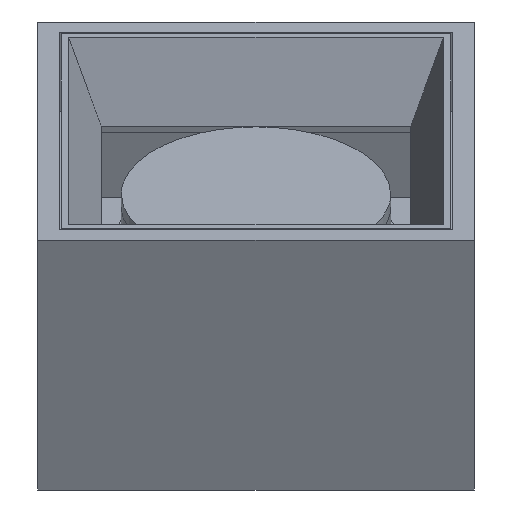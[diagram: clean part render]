
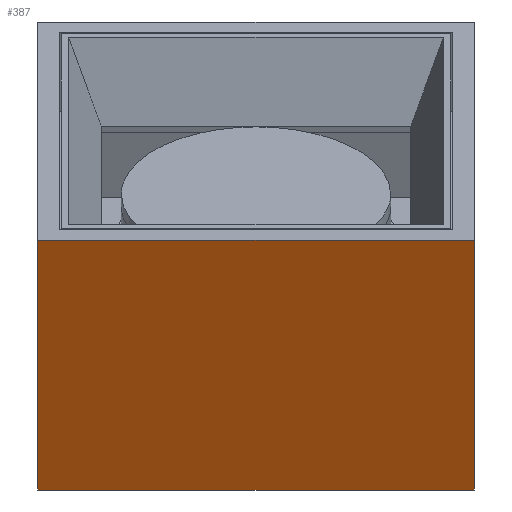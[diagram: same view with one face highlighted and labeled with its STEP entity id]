
A CAD part, front view. The second image highlights one B-rep face of the part: STEP entity #387.
In plain terms, the highlighted planar face has unit normal (0, -0.866, -0.5).
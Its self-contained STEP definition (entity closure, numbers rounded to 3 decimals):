
#387=ADVANCED_FACE('',(#841),#6628,.T.);
#841=FACE_OUTER_BOUND('',#1334,.T.);
#1334=EDGE_LOOP('',(#2433,#2434,#2435,#2436));
#2433=ORIENTED_EDGE('',*,*,#4155,.T.);
#2434=ORIENTED_EDGE('',*,*,#4150,.T.);
#2435=ORIENTED_EDGE('',*,*,#4156,.F.);
#2436=ORIENTED_EDGE('',*,*,#4154,.F.);
#4150=EDGE_CURVE('',#6118,#6120,#5507,.T.);
#4154=EDGE_CURVE('',#6122,#6123,#5511,.T.);
#4155=EDGE_CURVE('',#6122,#6118,#5512,.T.);
#4156=EDGE_CURVE('',#6123,#6120,#5513,.T.);
#5507=B_SPLINE_CURVE_WITH_KNOTS('',1,(#9965,#9966),.UNSPECIFIED.,.F.,.F.,
(2,2),(0.,79.2),.UNSPECIFIED.);
#5511=B_SPLINE_CURVE_WITH_KNOTS('',1,(#9973,#9974),.UNSPECIFIED.,.F.,.F.,
(2,2),(0.,79.2),.UNSPECIFIED.);
#5512=B_SPLINE_CURVE_WITH_KNOTS('',1,(#9975,#9976),.UNSPECIFIED.,.F.,.F.,
(2,2),(360.,480.),.UNSPECIFIED.);
#5513=B_SPLINE_CURVE_WITH_KNOTS('',1,(#9977,#9978),.UNSPECIFIED.,.F.,.F.,
(2,2),(360.,480.),.UNSPECIFIED.);
#6118=VERTEX_POINT('',#9861);
#6120=VERTEX_POINT('',#9863);
#6122=VERTEX_POINT('',#9865);
#6123=VERTEX_POINT('',#9866);
#6628=PLANE('',#7199);
#7199=AXIS2_PLACEMENT_3D('',#9721,#7597,$);
#7597=DIRECTION('',(0.,-0.866,-0.5));
#9721=CARTESIAN_POINT('',(310.,-81.555,2.045));
#9861=CARTESIAN_POINT('',(190.,-81.555,2.045));
#9863=CARTESIAN_POINT('',(190.,-41.955,-66.544));
#9865=CARTESIAN_POINT('',(310.,-81.555,2.045));
#9866=CARTESIAN_POINT('',(310.,-41.955,-66.544));
#9965=CARTESIAN_POINT('',(190.,-81.555,2.045));
#9966=CARTESIAN_POINT('',(190.,-41.955,-66.544));
#9973=CARTESIAN_POINT('',(310.,-81.555,2.045));
#9974=CARTESIAN_POINT('',(310.,-41.955,-66.544));
#9975=CARTESIAN_POINT('',(310.,-81.555,2.045));
#9976=CARTESIAN_POINT('',(190.,-81.555,2.045));
#9977=CARTESIAN_POINT('',(310.,-41.955,-66.544));
#9978=CARTESIAN_POINT('',(190.,-41.955,-66.544));
